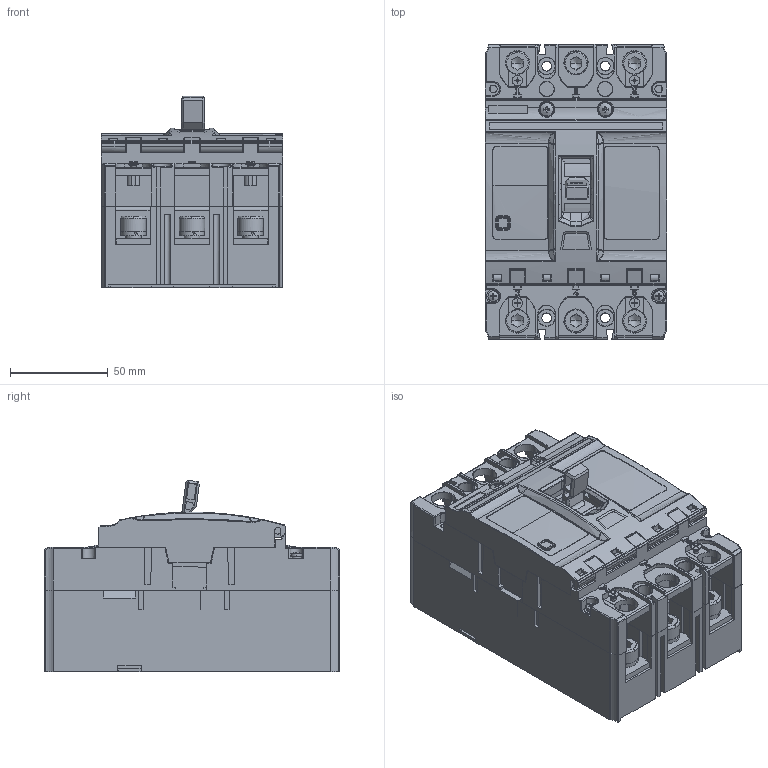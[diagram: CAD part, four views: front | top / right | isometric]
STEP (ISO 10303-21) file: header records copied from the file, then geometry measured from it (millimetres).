
FILE_DESCRIPTION (( 'STEP AP214' ), '1' );
FILE_NAME ('125.STEP', '2020-02-27T13:58:30', ( '' ), ( '' ), 'SwSTEP 2.0', 'SolidWorks 2017', '' );
FILE_SCHEMA (( 'AUTOMOTIVE_DESIGN' ));
Length unit declared in the file: millimetre
Products named in the file (1): 125
Bounding box: 93 x 151.2 x 98.17 mm (x, y, z)
Volume: 868428.7 mm3; surface area: 154595.2 mm2
Topology: 1 solids, 68 shells, 3961 faces, 11033 edges, 7187 vertices
Faces by surface type: plane 2318, cylinder 1037, bspline 493, cone 113
Entity records: 191952 total; most frequent: CARTESIAN_POINT 55036, ORIENTED_EDGE 21954, DIRECTION 16827, EDGE_CURVE 10977, VERTEX_POINT 7187, VECTOR 6475, LINE 6475, AXIS2_PLACEMENT_3D 5176
